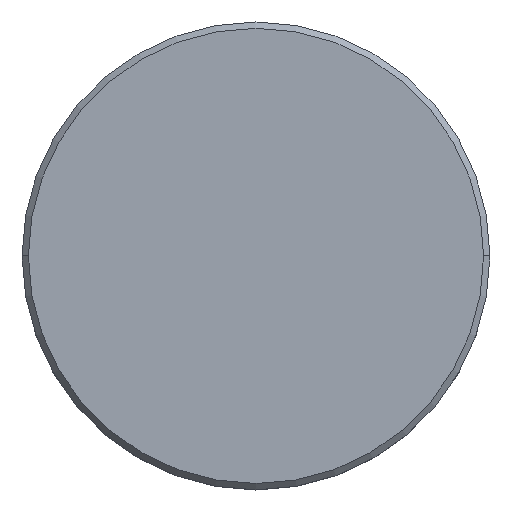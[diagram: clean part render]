
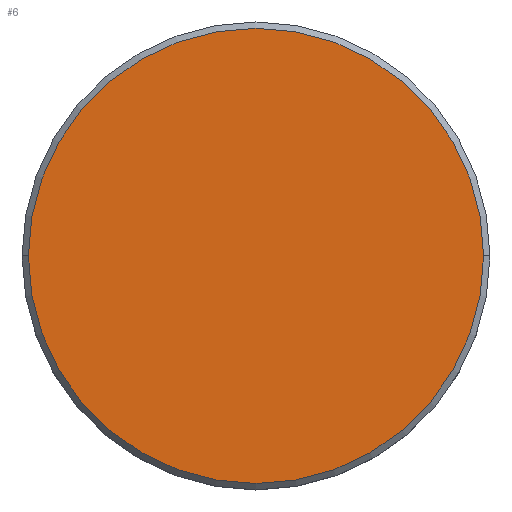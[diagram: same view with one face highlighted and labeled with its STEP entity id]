
A CAD part, top view. The second image highlights one B-rep face of the part: STEP entity #6.
In plain terms, the highlighted planar face has unit normal (0, 0, 1).
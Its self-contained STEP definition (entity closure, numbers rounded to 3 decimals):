
#6 = ADVANCED_FACE ( 'NONE', ( #122 ), #212, .T. ) ;
#12 = CARTESIAN_POINT ( 'NONE',  ( -18., 0., 0. ) ) ;
#14 = DIRECTION ( 'NONE',  ( 0., 0., 1. ) ) ;
#15 = DIRECTION ( 'NONE',  ( 1., 0., 0. ) ) ;
#16 = AXIS2_PLACEMENT_3D ( 'NONE', #338, #90, #201 ) ;
#40 = EDGE_CURVE ( 'NONE', #113, #177, #65, .T. ) ;
#50 = EDGE_LOOP ( 'NONE', ( #358, #151 ) ) ;
#65 = CIRCLE ( 'NONE', #16, 18. ) ;
#90 = DIRECTION ( 'NONE',  ( 0., 0., 1. ) ) ;
#95 = CARTESIAN_POINT ( 'NONE',  ( 0., 0., 0. ) ) ;
#96 = CIRCLE ( 'NONE', #319, 18. ) ;
#113 = VERTEX_POINT ( 'NONE', #12 ) ;
#122 = FACE_OUTER_BOUND ( 'NONE', #50, .T. ) ;
#124 = DIRECTION ( 'NONE',  ( 0., 0., 1. ) ) ;
#135 = CARTESIAN_POINT ( 'NONE',  ( 18., 0., 0. ) ) ;
#151 = ORIENTED_EDGE ( 'NONE', *, *, #345, .T. ) ;
#177 = VERTEX_POINT ( 'NONE', #135 ) ;
#201 = DIRECTION ( 'NONE',  ( 1., 0., 0. ) ) ;
#212 = PLANE ( 'NONE',  #341 ) ;
#319 = AXIS2_PLACEMENT_3D ( 'NONE', #337, #14, #389 ) ;
#337 = CARTESIAN_POINT ( 'NONE',  ( 0., 0., 0. ) ) ;
#338 = CARTESIAN_POINT ( 'NONE',  ( 0., 0., 0. ) ) ;
#341 = AXIS2_PLACEMENT_3D ( 'NONE', #95, #124, #15 ) ;
#345 = EDGE_CURVE ( 'NONE', #177, #113, #96, .T. ) ;
#358 = ORIENTED_EDGE ( 'NONE', *, *, #40, .T. ) ;
#389 = DIRECTION ( 'NONE',  ( 1., 0., 0. ) ) ;
